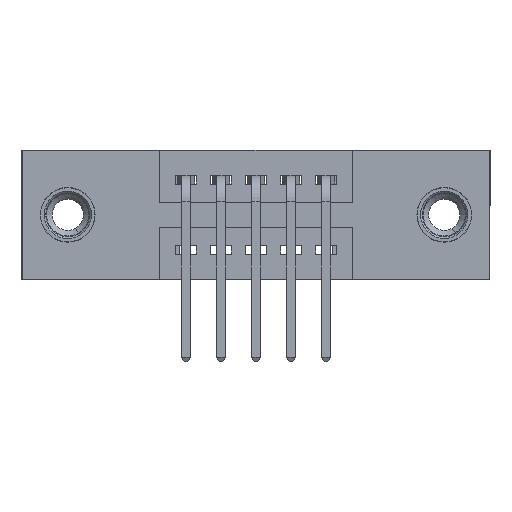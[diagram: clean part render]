
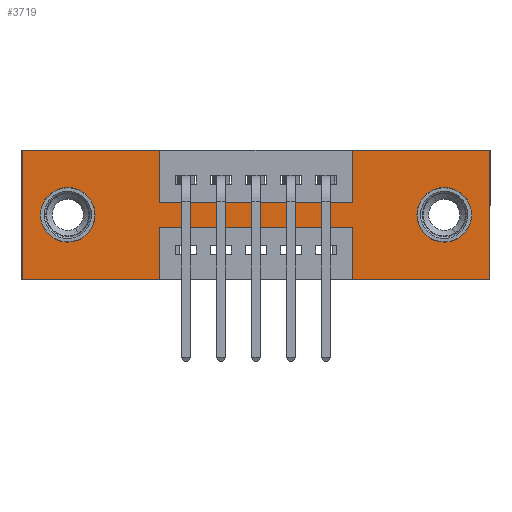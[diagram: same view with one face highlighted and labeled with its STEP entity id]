
A CAD part, front view. The second image highlights one B-rep face of the part: STEP entity #3719.
In plain terms, the highlighted planar face has unit normal (0, -1, 0).
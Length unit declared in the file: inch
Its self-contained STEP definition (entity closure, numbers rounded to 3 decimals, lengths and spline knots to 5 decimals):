
#130 = AXIS2_PLACEMENT_3D ( 'NONE', #5706, #10718, #6620 ) ;
#165 = EDGE_CURVE ( 'NONE', #1600, #7072, #5532, .T. ) ;
#185 = CARTESIAN_POINT ( 'NONE',  ( 0.9425, 0., -0.37 ) ) ;
#271 = DIRECTION ( 'NONE',  ( 0., -1., 0. ) ) ;
#323 = EDGE_CURVE ( 'NONE', #2396, #6137, #4056, .T. ) ;
#329 = CARTESIAN_POINT ( 'NONE',  ( 1.205, 0., -0.107 ) ) ;
#506 = DIRECTION ( 'NONE',  ( 0., 1., 0. ) ) ;
#926 = CIRCLE ( 'NONE', #1572, 0.078 ) ;
#1227 = DIRECTION ( 'NONE',  ( 1., 0., 0. ) ) ;
#1259 = FACE_BOUND ( 'NONE', #7030, .T. ) ;
#1277 = CARTESIAN_POINT ( 'NONE',  ( 0.13, 0., -0.107 ) ) ;
#1285 = FACE_OUTER_BOUND ( 'NONE', #8419, .T. ) ;
#1296 = FACE_BOUND ( 'NONE', #8033, .T. ) ;
#1303 = AXIS2_PLACEMENT_3D ( 'NONE', #6746, #506, #7611 ) ;
#1419 = CARTESIAN_POINT ( 'NONE',  ( 0.3925, 0., -0.37 ) ) ;
#1500 = EDGE_CURVE ( 'NONE', #8331, #7156, #9808, .T. ) ;
#1572 = AXIS2_PLACEMENT_3D ( 'NONE', #2589, #8989, #3807 ) ;
#1600 = VERTEX_POINT ( 'NONE', #1277 ) ;
#1616 = CIRCLE ( 'NONE', #1303, 0.078 ) ;
#1779 = VERTEX_POINT ( 'NONE', #2664 ) ;
#1795 = EDGE_CURVE ( 'NONE', #2364, #8165, #4406, .T. ) ;
#1804 = CARTESIAN_POINT ( 'NONE',  ( 0.3925, 0., -0.22 ) ) ;
#1857 = CARTESIAN_POINT ( 'NONE',  ( 0., 0., -0.37 ) ) ;
#1926 = ORIENTED_EDGE ( 'NONE', *, *, #1795, .F. ) ;
#1951 = DIRECTION ( 'NONE',  ( 0., 0., 1. ) ) ;
#2364 = VERTEX_POINT ( 'NONE', #1804 ) ;
#2396 = VERTEX_POINT ( 'NONE', #8554 ) ;
#2466 = DIRECTION ( 'NONE',  ( 0., 0., 1. ) ) ;
#2502 = ORIENTED_EDGE ( 'NONE', *, *, #5619, .T. ) ;
#2531 = DIRECTION ( 'NONE',  ( 0., 1., 0. ) ) ;
#2551 = CARTESIAN_POINT ( 'NONE',  ( 0.13, 0., -0.185 ) ) ;
#2589 = CARTESIAN_POINT ( 'NONE',  ( 1.205, 0., -0.185 ) ) ;
#2664 = CARTESIAN_POINT ( 'NONE',  ( 0.3925, 0., -0.15 ) ) ;
#2671 = CARTESIAN_POINT ( 'NONE',  ( 0., 0., 0. ) ) ;
#2696 = DIRECTION ( 'NONE',  ( 1., 0., 0. ) ) ;
#2832 = VECTOR ( 'NONE', #10857, 39.37008 ) ;
#2853 = LINE ( 'NONE', #3973, #2832 ) ;
#2896 = CARTESIAN_POINT ( 'NONE',  ( 0.3925, 0., -0.22 ) ) ;
#3054 = CARTESIAN_POINT ( 'NONE',  ( 0., 0., 0. ) ) ;
#3178 = CIRCLE ( 'NONE', #130, 0.078 ) ;
#3214 = ORIENTED_EDGE ( 'NONE', *, *, #4005, .F. ) ;
#3464 = DIRECTION ( 'NONE',  ( -1., 0., 0. ) ) ;
#3616 = CARTESIAN_POINT ( 'NONE',  ( 0., 0., -0.37 ) ) ;
#3620 = ORIENTED_EDGE ( 'NONE', *, *, #10448, .F. ) ;
#3675 = VECTOR ( 'NONE', #1227, 39.37008 ) ;
#3685 = LINE ( 'NONE', #9493, #3675 ) ;
#3711 = CARTESIAN_POINT ( 'NONE',  ( 0., 0., -0.37 ) ) ;
#3719 = ADVANCED_FACE ( 'NONE', ( #1296, #1259, #1285 ), #4701, .T. ) ;
#3807 = DIRECTION ( 'NONE',  ( 0., 0., -1. ) ) ;
#3823 = VECTOR ( 'NONE', #3464, 39.37008 ) ;
#3932 = VERTEX_POINT ( 'NONE', #8460 ) ;
#3973 = CARTESIAN_POINT ( 'NONE',  ( 0.9425, 0., 0. ) ) ;
#4005 = EDGE_CURVE ( 'NONE', #6008, #4869, #7016, .T. ) ;
#4056 = LINE ( 'NONE', #3711, #3823 ) ;
#4123 = EDGE_CURVE ( 'NONE', #4869, #1779, #10442, .T. ) ;
#4314 = EDGE_CURVE ( 'NONE', #6137, #7378, #7540, .T. ) ;
#4406 = LINE ( 'NONE', #7641, #4614 ) ;
#4580 = CARTESIAN_POINT ( 'NONE',  ( 1.335, 0., 0. ) ) ;
#4614 = VECTOR ( 'NONE', #9035, 39.37008 ) ;
#4701 = PLANE ( 'NONE',  #8653 ) ;
#4708 = ORIENTED_EDGE ( 'NONE', *, *, #10406, .F. ) ;
#4869 = VERTEX_POINT ( 'NONE', #10397 ) ;
#5091 = EDGE_CURVE ( 'NONE', #1779, #8466, #3685, .T. ) ;
#5092 = VECTOR ( 'NONE', #9158, 39.37008 ) ;
#5122 = LINE ( 'NONE', #2896, #5092 ) ;
#5152 = EDGE_CURVE ( 'NONE', #10578, #5155, #3178, .T. ) ;
#5155 = VERTEX_POINT ( 'NONE', #329 ) ;
#5532 = CIRCLE ( 'NONE', #9174, 0.078 ) ;
#5619 = EDGE_CURVE ( 'NONE', #5155, #10578, #926, .T. ) ;
#5653 = DIRECTION ( 'NONE',  ( 0., 0., -1. ) ) ;
#5706 = CARTESIAN_POINT ( 'NONE',  ( 1.205, 0., -0.185 ) ) ;
#6008 = VERTEX_POINT ( 'NONE', #8697 ) ;
#6137 = VERTEX_POINT ( 'NONE', #185 ) ;
#6286 = ORIENTED_EDGE ( 'NONE', *, *, #5152, .T. ) ;
#6308 = CARTESIAN_POINT ( 'NONE',  ( 1.205, 0., -0.263 ) ) ;
#6392 = EDGE_CURVE ( 'NONE', #7156, #2396, #9452, .T. ) ;
#6620 = DIRECTION ( 'NONE',  ( 0., 0., -1. ) ) ;
#6746 = CARTESIAN_POINT ( 'NONE',  ( 0.13, 0., -0.185 ) ) ;
#6912 = CARTESIAN_POINT ( 'NONE',  ( 0.9425, 0., -0.37 ) ) ;
#7016 = LINE ( 'NONE', #3054, #10957 ) ;
#7030 = EDGE_LOOP ( 'NONE', ( #10196, #10895 ) ) ;
#7072 = VERTEX_POINT ( 'NONE', #8738 ) ;
#7156 = VERTEX_POINT ( 'NONE', #4580 ) ;
#7336 = VECTOR ( 'NONE', #1951, 39.37008 ) ;
#7372 = LINE ( 'NONE', #9942, #7336 ) ;
#7378 = VERTEX_POINT ( 'NONE', #10216 ) ;
#7384 = VECTOR ( 'NONE', #7929, 39.37008 ) ;
#7394 = LINE ( 'NONE', #1857, #7384 ) ;
#7540 = LINE ( 'NONE', #6912, #7590 ) ;
#7590 = VECTOR ( 'NONE', #10862, 39.37008 ) ;
#7611 = DIRECTION ( 'NONE',  ( 0., 0., 1. ) ) ;
#7631 = EDGE_CURVE ( 'NONE', #7378, #2364, #5122, .T. ) ;
#7641 = CARTESIAN_POINT ( 'NONE',  ( 0.3925, 0., -0.37 ) ) ;
#7848 = DIRECTION ( 'NONE',  ( 1., 0., 0. ) ) ;
#7929 = DIRECTION ( 'NONE',  ( -1., 0., 0. ) ) ;
#8033 = EDGE_LOOP ( 'NONE', ( #2502, #6286 ) ) ;
#8165 = VERTEX_POINT ( 'NONE', #1419 ) ;
#8331 = VERTEX_POINT ( 'NONE', #9702 ) ;
#8346 = ORIENTED_EDGE ( 'NONE', *, *, #7631, .F. ) ;
#8419 = EDGE_LOOP ( 'NONE', ( #1926, #8346, #8438, #8501, #8598, #9022, #9212, #9462, #10912, #3214, #3620, #4708 ) ) ;
#8427 = EDGE_CURVE ( 'NONE', #8466, #8331, #2853, .T. ) ;
#8438 = ORIENTED_EDGE ( 'NONE', *, *, #4314, .F. ) ;
#8460 = CARTESIAN_POINT ( 'NONE',  ( 0., 0., -0.37 ) ) ;
#8466 = VERTEX_POINT ( 'NONE', #9780 ) ;
#8480 = VECTOR ( 'NONE', #8950, 39.37008 ) ;
#8501 = ORIENTED_EDGE ( 'NONE', *, *, #323, .F. ) ;
#8554 = CARTESIAN_POINT ( 'NONE',  ( 1.335, 0., -0.37 ) ) ;
#8598 = ORIENTED_EDGE ( 'NONE', *, *, #6392, .F. ) ;
#8653 = AXIS2_PLACEMENT_3D ( 'NONE', #3616, #271, #5653 ) ;
#8697 = CARTESIAN_POINT ( 'NONE',  ( 0., 0., 0. ) ) ;
#8738 = CARTESIAN_POINT ( 'NONE',  ( 0.13, 0., -0.263 ) ) ;
#8752 = CARTESIAN_POINT ( 'NONE',  ( 0.3925, 0., 0. ) ) ;
#8950 = DIRECTION ( 'NONE',  ( 0., 0., -1. ) ) ;
#8971 = EDGE_CURVE ( 'NONE', #7072, #1600, #1616, .T. ) ;
#8989 = DIRECTION ( 'NONE',  ( 0., 1., 0. ) ) ;
#9022 = ORIENTED_EDGE ( 'NONE', *, *, #1500, .F. ) ;
#9035 = DIRECTION ( 'NONE',  ( 0., 0., -1. ) ) ;
#9158 = DIRECTION ( 'NONE',  ( -1., 0., 0. ) ) ;
#9174 = AXIS2_PLACEMENT_3D ( 'NONE', #2551, #2531, #2466 ) ;
#9212 = ORIENTED_EDGE ( 'NONE', *, *, #8427, .F. ) ;
#9438 = DIRECTION ( 'NONE',  ( 0., 0., -1. ) ) ;
#9452 = LINE ( 'NONE', #10728, #8480 ) ;
#9462 = ORIENTED_EDGE ( 'NONE', *, *, #5091, .F. ) ;
#9493 = CARTESIAN_POINT ( 'NONE',  ( 0.3925, 0., -0.15 ) ) ;
#9680 = VECTOR ( 'NONE', #2696, 39.37008 ) ;
#9702 = CARTESIAN_POINT ( 'NONE',  ( 0.9425, 0., 0. ) ) ;
#9780 = CARTESIAN_POINT ( 'NONE',  ( 0.9425, 0., -0.15 ) ) ;
#9808 = LINE ( 'NONE', #2671, #9680 ) ;
#9942 = CARTESIAN_POINT ( 'NONE',  ( 0., 0., 0. ) ) ;
#10196 = ORIENTED_EDGE ( 'NONE', *, *, #165, .T. ) ;
#10216 = CARTESIAN_POINT ( 'NONE',  ( 0.9425, 0., -0.22 ) ) ;
#10396 = VECTOR ( 'NONE', #9438, 39.37008 ) ;
#10397 = CARTESIAN_POINT ( 'NONE',  ( 0.3925, 0., 0. ) ) ;
#10406 = EDGE_CURVE ( 'NONE', #8165, #3932, #7394, .T. ) ;
#10442 = LINE ( 'NONE', #8752, #10396 ) ;
#10448 = EDGE_CURVE ( 'NONE', #3932, #6008, #7372, .T. ) ;
#10578 = VERTEX_POINT ( 'NONE', #6308 ) ;
#10718 = DIRECTION ( 'NONE',  ( 0., 1., 0. ) ) ;
#10728 = CARTESIAN_POINT ( 'NONE',  ( 1.335, 0., 0. ) ) ;
#10857 = DIRECTION ( 'NONE',  ( 0., 0., 1. ) ) ;
#10862 = DIRECTION ( 'NONE',  ( 0., 0., 1. ) ) ;
#10895 = ORIENTED_EDGE ( 'NONE', *, *, #8971, .T. ) ;
#10912 = ORIENTED_EDGE ( 'NONE', *, *, #4123, .F. ) ;
#10957 = VECTOR ( 'NONE', #7848, 39.37008 ) ;
